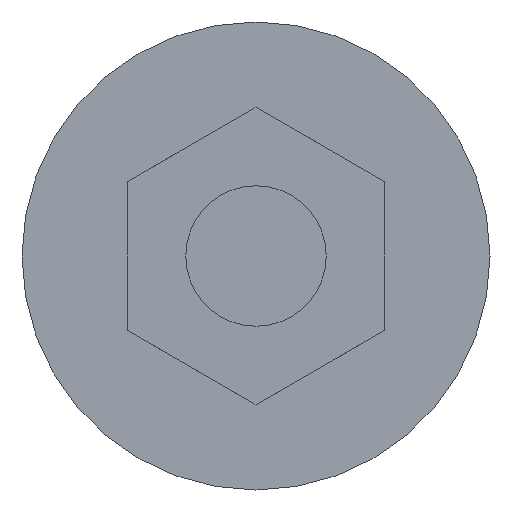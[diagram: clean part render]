
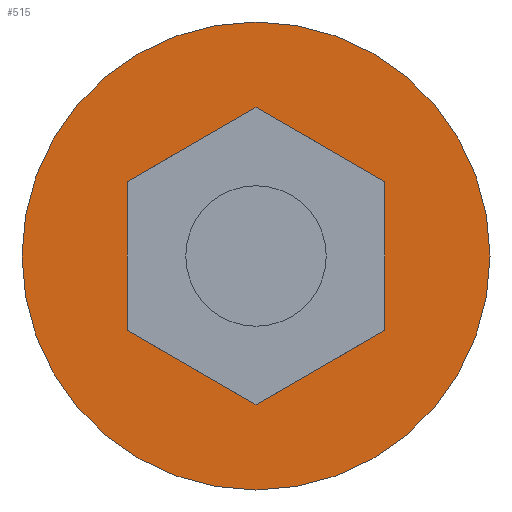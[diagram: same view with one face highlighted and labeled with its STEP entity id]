
A CAD part, left-side view. The second image highlights one B-rep face of the part: STEP entity #515.
In plain terms, the highlighted planar face has unit normal (-1, 0, 0).
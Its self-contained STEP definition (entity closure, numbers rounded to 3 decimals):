
#1 = CARTESIAN_POINT ( 'NONE',  ( -54.134, 20.815, 0. ) ) ;
#15 = CARTESIAN_POINT ( 'NONE',  ( -54.134, 31.815, 0. ) ) ;
#25 = DIRECTION ( 'NONE',  ( 1., 0., 0. ) ) ;
#27 = DIRECTION ( 'NONE',  ( 0., 0., 1. ) ) ;
#48 = VERTEX_POINT ( 'NONE', #459 ) ;
#76 = AXIS2_PLACEMENT_3D ( 'NONE', #1, #229, #96 ) ;
#87 = DIRECTION ( 'NONE',  ( 0., -0.5, 0.866 ) ) ;
#96 = DIRECTION ( 'NONE',  ( 0., -0.5, 0.866 ) ) ;
#114 = DIRECTION ( 'NONE',  ( 0., -0.5, 0.866 ) ) ;
#115 = AXIS2_PLACEMENT_3D ( 'NONE', #327, #518, #87 ) ;
#116 = ORIENTED_EDGE ( 'NONE', *, *, #239, .T. ) ;
#117 = EDGE_CURVE ( 'NONE', #386, #580, #443, .T. ) ;
#120 = CARTESIAN_POINT ( 'NONE',  ( -54.134, 20.815, 0. ) ) ;
#125 = DIRECTION ( 'NONE',  ( -1., 0., 0. ) ) ;
#135 = ORIENTED_EDGE ( 'NONE', *, *, #295, .T. ) ;
#150 = CARTESIAN_POINT ( 'NONE',  ( -54.134, 9.815, 0. ) ) ;
#154 = CIRCLE ( 'NONE', #115, 11. ) ;
#155 = EDGE_LOOP ( 'NONE', ( #372 ) ) ;
#160 = EDGE_LOOP ( 'NONE', ( #339, #116, #331, #198, #135, #347 ) ) ;
#184 = DIRECTION ( 'NONE',  ( 1., 0., 0. ) ) ;
#193 = VERTEX_POINT ( 'NONE', #333 ) ;
#197 = CIRCLE ( 'NONE', #463, 11. ) ;
#198 = ORIENTED_EDGE ( 'NONE', *, *, #245, .T. ) ;
#205 = AXIS2_PLACEMENT_3D ( 'NONE', #566, #125, #27 ) ;
#229 = DIRECTION ( 'NONE',  ( 1., 0., 0. ) ) ;
#239 = EDGE_CURVE ( 'NONE', #48, #386, #506, .T. ) ;
#245 = EDGE_CURVE ( 'NONE', #580, #447, #154, .T. ) ;
#295 = EDGE_CURVE ( 'NONE', #447, #193, #197, .T. ) ;
#311 = DIRECTION ( 'NONE',  ( 1., 0., 0. ) ) ;
#326 = CARTESIAN_POINT ( 'NONE',  ( -54.134, 15.315, -9.526 ) ) ;
#327 = CARTESIAN_POINT ( 'NONE',  ( -54.134, 20.815, 0. ) ) ;
#331 = ORIENTED_EDGE ( 'NONE', *, *, #117, .T. ) ;
#333 = CARTESIAN_POINT ( 'NONE',  ( -54.134, 26.315, -9.526 ) ) ;
#339 = ORIENTED_EDGE ( 'NONE', *, *, #444, .T. ) ;
#343 = DIRECTION ( 'NONE',  ( 0., -0.5, 0.866 ) ) ;
#344 = VERTEX_POINT ( 'NONE', #15 ) ;
#347 = ORIENTED_EDGE ( 'NONE', *, *, #602, .T. ) ;
#358 = FACE_BOUND ( 'NONE', #160, .T. ) ;
#364 = CARTESIAN_POINT ( 'NONE',  ( -54.134, 20.815, 0. ) ) ;
#366 = CARTESIAN_POINT ( 'NONE',  ( -54.134, 20.815, 0. ) ) ;
#367 = CARTESIAN_POINT ( 'NONE',  ( -54.134, 20.815, 0. ) ) ;
#372 = ORIENTED_EDGE ( 'NONE', *, *, #408, .T. ) ;
#373 = CARTESIAN_POINT ( 'NONE',  ( -54.134, 20.815, 0. ) ) ;
#381 = AXIS2_PLACEMENT_3D ( 'NONE', #367, #184, #567 ) ;
#383 = AXIS2_PLACEMENT_3D ( 'NONE', #366, #25, #409 ) ;
#386 = VERTEX_POINT ( 'NONE', #545 ) ;
#408 = EDGE_CURVE ( 'NONE', #477, #477, #473, .T. ) ;
#409 = DIRECTION ( 'NONE',  ( 0., -0.5, 0.866 ) ) ;
#435 = AXIS2_PLACEMENT_3D ( 'NONE', #373, #531, #343 ) ;
#443 = CIRCLE ( 'NONE', #76, 11. ) ;
#444 = EDGE_CURVE ( 'NONE', #344, #48, #592, .T. ) ;
#447 = VERTEX_POINT ( 'NONE', #326 ) ;
#458 = DIRECTION ( 'NONE',  ( -1., 0., 0. ) ) ;
#459 = CARTESIAN_POINT ( 'NONE',  ( -54.134, 26.315, 9.526 ) ) ;
#463 = AXIS2_PLACEMENT_3D ( 'NONE', #120, #311, #114 ) ;
#473 = CIRCLE ( 'NONE', #205, 20. ) ;
#477 = VERTEX_POINT ( 'NONE', #617 ) ;
#506 = CIRCLE ( 'NONE', #381, 11. ) ;
#507 = PLANE ( 'NONE',  #550 ) ;
#515 = ADVANCED_FACE ( 'NONE', ( #358, #560 ), #507, .T. ) ;
#518 = DIRECTION ( 'NONE',  ( 1., 0., 0. ) ) ;
#531 = DIRECTION ( 'NONE',  ( 1., 0., 0. ) ) ;
#545 = CARTESIAN_POINT ( 'NONE',  ( -54.134, 15.315, 9.526 ) ) ;
#550 = AXIS2_PLACEMENT_3D ( 'NONE', #364, #458, #557 ) ;
#557 = DIRECTION ( 'NONE',  ( 0., 0., 1. ) ) ;
#560 = FACE_OUTER_BOUND ( 'NONE', #155, .T. ) ;
#566 = CARTESIAN_POINT ( 'NONE',  ( -54.134, 20.815, 0. ) ) ;
#567 = DIRECTION ( 'NONE',  ( 0., -0.5, 0.866 ) ) ;
#580 = VERTEX_POINT ( 'NONE', #150 ) ;
#592 = CIRCLE ( 'NONE', #383, 11. ) ;
#602 = EDGE_CURVE ( 'NONE', #193, #344, #613, .T. ) ;
#613 = CIRCLE ( 'NONE', #435, 11. ) ;
#617 = CARTESIAN_POINT ( 'NONE',  ( -54.134, 20.815, 20. ) ) ;
